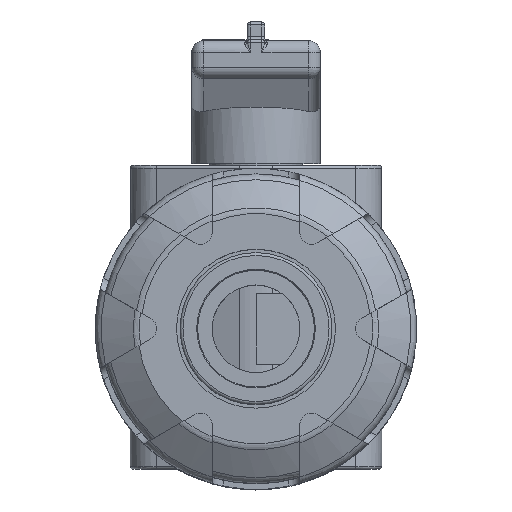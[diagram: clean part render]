
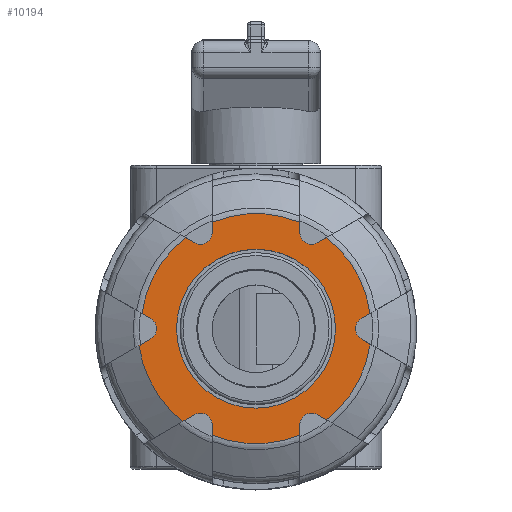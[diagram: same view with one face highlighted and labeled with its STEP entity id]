
A CAD part, top view. The second image highlights one B-rep face of the part: STEP entity #10194.
In plain terms, the highlighted planar face has unit normal (0, 0, 1).
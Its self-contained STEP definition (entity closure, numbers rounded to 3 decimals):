
#209=FACE_BOUND('',#3200,.T.);
#538=CIRCLE('',#10833,13.6);
#613=CIRCLE('',#11064,19.696);
#615=CIRCLE('',#11067,2.);
#616=CIRCLE('',#11068,20.232);
#617=CIRCLE('',#11069,2.);
#618=CIRCLE('',#11070,19.696);
#619=CIRCLE('',#11071,2.);
#620=CIRCLE('',#11072,19.696);
#621=CIRCLE('',#11073,2.);
#622=CIRCLE('',#11074,19.696);
#623=CIRCLE('',#11075,2.);
#624=CIRCLE('',#11076,19.696);
#625=CIRCLE('',#11077,2.);
#836=PLANE('',#11066);
#1395=LINE('',#20783,#2011);
#1403=LINE('',#20853,#2019);
#1434=LINE('',#21104,#2050);
#1435=LINE('',#21108,#2051);
#1436=LINE('',#21112,#2052);
#1437=LINE('',#21116,#2053);
#1438=LINE('',#21120,#2054);
#1439=LINE('',#21124,#2055);
#1440=LINE('',#21128,#2056);
#1441=LINE('',#21132,#2057);
#1442=LINE('',#21136,#2058);
#1443=LINE('',#21141,#2059);
#2011=VECTOR('',#13179,10.);
#2019=VECTOR('',#13197,10.);
#2050=VECTOR('',#13300,10.);
#2051=VECTOR('',#13303,10.);
#2052=VECTOR('',#13306,10.);
#2053=VECTOR('',#13309,10.);
#2054=VECTOR('',#13312,10.);
#2055=VECTOR('',#13315,10.);
#2056=VECTOR('',#13318,10.);
#2057=VECTOR('',#13321,10.);
#2058=VECTOR('',#13324,10.);
#2059=VECTOR('',#13331,10.);
#2593=FACE_OUTER_BOUND('',#3199,.T.);
#3199=EDGE_LOOP('',(#8609,#8610,#8611,#8612,#8613,#8614,#8615,#8616,#8617,
#8618,#8619,#8620,#8621,#8622,#8623,#8624,#8625,#8626,#8627,#8628,#8629,
#8630,#8631,#8632));
#3200=EDGE_LOOP('',(#8633));
#4331=VERTEX_POINT('',#19498);
#4490=VERTEX_POINT('',#20775);
#4491=VERTEX_POINT('',#20782);
#4503=VERTEX_POINT('',#20850);
#4504=VERTEX_POINT('',#20852);
#4540=VERTEX_POINT('',#21085);
#4541=VERTEX_POINT('',#21092);
#4543=VERTEX_POINT('',#21103);
#4544=VERTEX_POINT('',#21105);
#4545=VERTEX_POINT('',#21107);
#4546=VERTEX_POINT('',#21109);
#4547=VERTEX_POINT('',#21111);
#4548=VERTEX_POINT('',#21113);
#4549=VERTEX_POINT('',#21115);
#4550=VERTEX_POINT('',#21117);
#4551=VERTEX_POINT('',#21119);
#4552=VERTEX_POINT('',#21121);
#4553=VERTEX_POINT('',#21123);
#4554=VERTEX_POINT('',#21125);
#4555=VERTEX_POINT('',#21127);
#4556=VERTEX_POINT('',#21129);
#4557=VERTEX_POINT('',#21131);
#4558=VERTEX_POINT('',#21133);
#4559=VERTEX_POINT('',#21135);
#4560=VERTEX_POINT('',#21139);
#5582=EDGE_CURVE('',#4331,#4331,#538,.T.);
#5854=EDGE_CURVE('',#4490,#4491,#1395,.T.);
#5871=EDGE_CURVE('',#4503,#4504,#1403,.T.);
#5929=EDGE_CURVE('',#4540,#4541,#613,.T.);
#5932=EDGE_CURVE('',#4543,#4540,#1434,.T.);
#5933=EDGE_CURVE('',#4544,#4543,#615,.F.);
#5934=EDGE_CURVE('',#4545,#4544,#1435,.T.);
#5935=EDGE_CURVE('',#4546,#4545,#616,.F.);
#5936=EDGE_CURVE('',#4547,#4546,#1436,.T.);
#5937=EDGE_CURVE('',#4548,#4547,#617,.F.);
#5938=EDGE_CURVE('',#4549,#4548,#1437,.T.);
#5939=EDGE_CURVE('',#4550,#4549,#618,.T.);
#5940=EDGE_CURVE('',#4551,#4550,#1438,.T.);
#5941=EDGE_CURVE('',#4552,#4551,#619,.F.);
#5942=EDGE_CURVE('',#4553,#4552,#1439,.T.);
#5943=EDGE_CURVE('',#4554,#4553,#620,.T.);
#5944=EDGE_CURVE('',#4555,#4554,#1440,.T.);
#5945=EDGE_CURVE('',#4556,#4555,#621,.F.);
#5946=EDGE_CURVE('',#4557,#4556,#1441,.T.);
#5947=EDGE_CURVE('',#4558,#4557,#622,.T.);
#5948=EDGE_CURVE('',#4559,#4558,#1442,.T.);
#5949=EDGE_CURVE('',#4491,#4559,#623,.F.);
#5950=EDGE_CURVE('',#4504,#4490,#624,.T.);
#5951=EDGE_CURVE('',#4560,#4503,#625,.F.);
#5952=EDGE_CURVE('',#4541,#4560,#1443,.T.);
#8609=ORIENTED_EDGE('',*,*,#5929,.F.);
#8610=ORIENTED_EDGE('',*,*,#5932,.F.);
#8611=ORIENTED_EDGE('',*,*,#5933,.F.);
#8612=ORIENTED_EDGE('',*,*,#5934,.F.);
#8613=ORIENTED_EDGE('',*,*,#5935,.F.);
#8614=ORIENTED_EDGE('',*,*,#5936,.F.);
#8615=ORIENTED_EDGE('',*,*,#5937,.F.);
#8616=ORIENTED_EDGE('',*,*,#5938,.F.);
#8617=ORIENTED_EDGE('',*,*,#5939,.F.);
#8618=ORIENTED_EDGE('',*,*,#5940,.F.);
#8619=ORIENTED_EDGE('',*,*,#5941,.F.);
#8620=ORIENTED_EDGE('',*,*,#5942,.F.);
#8621=ORIENTED_EDGE('',*,*,#5943,.F.);
#8622=ORIENTED_EDGE('',*,*,#5944,.F.);
#8623=ORIENTED_EDGE('',*,*,#5945,.F.);
#8624=ORIENTED_EDGE('',*,*,#5946,.F.);
#8625=ORIENTED_EDGE('',*,*,#5947,.F.);
#8626=ORIENTED_EDGE('',*,*,#5948,.F.);
#8627=ORIENTED_EDGE('',*,*,#5949,.F.);
#8628=ORIENTED_EDGE('',*,*,#5854,.F.);
#8629=ORIENTED_EDGE('',*,*,#5950,.F.);
#8630=ORIENTED_EDGE('',*,*,#5871,.F.);
#8631=ORIENTED_EDGE('',*,*,#5951,.F.);
#8632=ORIENTED_EDGE('',*,*,#5952,.F.);
#8633=ORIENTED_EDGE('',*,*,#5582,.T.);
#10194=ADVANCED_FACE('',(#2593,#209),#836,.T.);
#10833=AXIS2_PLACEMENT_3D('',#19499,#12691,#12692);
#11064=AXIS2_PLACEMENT_3D('',#21093,#13294,#13295);
#11066=AXIS2_PLACEMENT_3D('',#21102,#13298,#13299);
#11067=AXIS2_PLACEMENT_3D('',#21106,#13301,#13302);
#11068=AXIS2_PLACEMENT_3D('',#21110,#13304,#13305);
#11069=AXIS2_PLACEMENT_3D('',#21114,#13307,#13308);
#11070=AXIS2_PLACEMENT_3D('',#21118,#13310,#13311);
#11071=AXIS2_PLACEMENT_3D('',#21122,#13313,#13314);
#11072=AXIS2_PLACEMENT_3D('',#21126,#13316,#13317);
#11073=AXIS2_PLACEMENT_3D('',#21130,#13319,#13320);
#11074=AXIS2_PLACEMENT_3D('',#21134,#13322,#13323);
#11075=AXIS2_PLACEMENT_3D('',#21137,#13325,#13326);
#11076=AXIS2_PLACEMENT_3D('',#21138,#13327,#13328);
#11077=AXIS2_PLACEMENT_3D('',#21140,#13329,#13330);
#12691=DIRECTION('center_axis',(0.,0.,-1.));
#12692=DIRECTION('ref_axis',(1.,0.,0.));
#13179=DIRECTION('',(0.,-1.,0.));
#13197=DIRECTION('',(0.,1.,0.));
#13294=DIRECTION('center_axis',(0.,0.,-1.));
#13295=DIRECTION('ref_axis',(-0.866,0.5,0.));
#13298=DIRECTION('center_axis',(0.,0.,1.));
#13299=DIRECTION('ref_axis',(1.,0.,0.));
#13300=DIRECTION('',(-0.866,0.5,0.));
#13301=DIRECTION('center_axis',(0.,0.,-1.));
#13302=DIRECTION('ref_axis',(1.,0.,0.));
#13303=DIRECTION('',(0.866,0.5,0.));
#13304=DIRECTION('center_axis',(0.,0.,1.));
#13305=DIRECTION('ref_axis',(0.5,-0.866,0.));
#13306=DIRECTION('',(-0.866,-0.5,0.));
#13307=DIRECTION('center_axis',(0.,0.,-1.));
#13308=DIRECTION('ref_axis',(0.5,0.866,0.));
#13309=DIRECTION('',(0.,1.,0.));
#13310=DIRECTION('center_axis',(0.,0.,-1.));
#13311=DIRECTION('ref_axis',(0.,-1.,0.));
#13312=DIRECTION('',(0.,-1.,0.));
#13313=DIRECTION('center_axis',(0.,0.,-1.));
#13314=DIRECTION('ref_axis',(-0.5,0.866,0.));
#13315=DIRECTION('',(-0.866,0.5,0.));
#13316=DIRECTION('center_axis',(0.,0.,-1.));
#13317=DIRECTION('ref_axis',(0.866,-0.5,0.));
#13318=DIRECTION('',(0.866,-0.5,0.));
#13319=DIRECTION('center_axis',(0.,0.,-1.));
#13320=DIRECTION('ref_axis',(-1.,0.,0.));
#13321=DIRECTION('',(-0.866,-0.5,0.));
#13322=DIRECTION('center_axis',(0.,0.,-1.));
#13323=DIRECTION('ref_axis',(0.866,0.5,0.));
#13324=DIRECTION('',(0.866,0.5,0.));
#13325=DIRECTION('center_axis',(0.,0.,-1.));
#13326=DIRECTION('ref_axis',(-0.5,-0.866,0.));
#13327=DIRECTION('center_axis',(0.,0.,-1.));
#13328=DIRECTION('ref_axis',(0.,1.,0.));
#13329=DIRECTION('center_axis',(0.,0.,-1.));
#13330=DIRECTION('ref_axis',(0.5,-0.866,0.));
#13331=DIRECTION('',(0.866,-0.5,0.));
#19498=CARTESIAN_POINT('',(-13.6,0.,38.));
#19499=CARTESIAN_POINT('Origin',(0.,0.,38.));
#20775=CARTESIAN_POINT('',(7.5,18.212,38.));
#20782=CARTESIAN_POINT('',(7.5,16.454,38.));
#20783=CARTESIAN_POINT('',(7.5,128.358,38.));
#20850=CARTESIAN_POINT('',(-7.5,16.454,38.));
#20852=CARTESIAN_POINT('',(-7.5,18.212,38.));
#20853=CARTESIAN_POINT('',(-7.5,128.358,38.));
#21085=CARTESIAN_POINT('',(-19.522,2.611,38.));
#21092=CARTESIAN_POINT('',(-12.022,15.601,38.));
#21093=CARTESIAN_POINT('Origin',(0.,0.,38.));
#21102=CARTESIAN_POINT('Origin',(0.,0.,38.));
#21103=CARTESIAN_POINT('',(-18.,1.732,38.));
#21104=CARTESIAN_POINT('',(-114.911,57.684,38.));
#21105=CARTESIAN_POINT('',(-18.,-1.732,38.));
#21106=CARTESIAN_POINT('Origin',(-19.,0.,38.));
#21107=CARTESIAN_POINT('',(-20.023,-2.9,38.));
#21108=CARTESIAN_POINT('',(-114.911,-57.684,38.));
#21109=CARTESIAN_POINT('',(-12.523,-15.89,38.));
#21110=CARTESIAN_POINT('Origin',(0.,0.,38.));
#21111=CARTESIAN_POINT('',(-10.5,-14.722,38.));
#21112=CARTESIAN_POINT('',(-107.411,-70.674,38.));
#21113=CARTESIAN_POINT('',(-7.5,-16.454,38.));
#21114=CARTESIAN_POINT('Origin',(-9.5,-16.454,38.));
#21115=CARTESIAN_POINT('',(-7.5,-18.212,38.));
#21116=CARTESIAN_POINT('',(-7.5,-128.358,38.));
#21117=CARTESIAN_POINT('',(7.5,-18.212,38.));
#21118=CARTESIAN_POINT('Origin',(0.,0.,38.));
#21119=CARTESIAN_POINT('',(7.5,-16.454,38.));
#21120=CARTESIAN_POINT('',(7.5,-128.358,38.));
#21121=CARTESIAN_POINT('',(10.5,-14.722,38.));
#21122=CARTESIAN_POINT('Origin',(9.5,-16.454,38.));
#21123=CARTESIAN_POINT('',(12.022,-15.601,38.));
#21124=CARTESIAN_POINT('',(107.411,-70.674,38.));
#21125=CARTESIAN_POINT('',(19.522,-2.611,38.));
#21126=CARTESIAN_POINT('Origin',(0.,0.,38.));
#21127=CARTESIAN_POINT('',(18.,-1.732,38.));
#21128=CARTESIAN_POINT('',(114.911,-57.684,38.));
#21129=CARTESIAN_POINT('',(18.,1.732,38.));
#21130=CARTESIAN_POINT('Origin',(19.,0.,
38.));
#21131=CARTESIAN_POINT('',(19.522,2.611,38.));
#21132=CARTESIAN_POINT('',(114.911,57.684,38.));
#21133=CARTESIAN_POINT('',(12.022,15.601,38.));
#21134=CARTESIAN_POINT('Origin',(0.,0.,38.));
#21135=CARTESIAN_POINT('',(10.5,14.722,38.));
#21136=CARTESIAN_POINT('',(107.411,70.674,38.));
#21137=CARTESIAN_POINT('Origin',(9.5,16.454,38.));
#21138=CARTESIAN_POINT('Origin',(0.,0.,38.));
#21139=CARTESIAN_POINT('',(-10.5,14.722,38.));
#21140=CARTESIAN_POINT('Origin',(-9.5,16.454,38.));
#21141=CARTESIAN_POINT('',(-107.411,70.674,38.));
